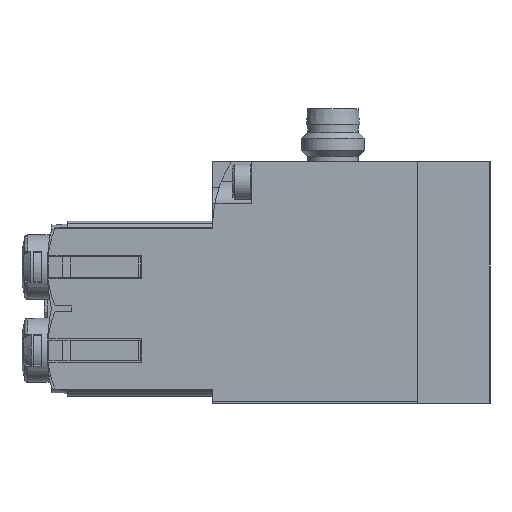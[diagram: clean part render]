
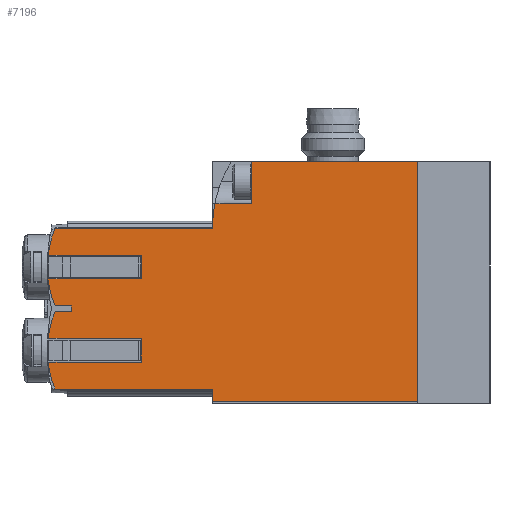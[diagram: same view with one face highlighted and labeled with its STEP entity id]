
A CAD part, left-side view. The second image highlights one B-rep face of the part: STEP entity #7196.
In plain terms, the highlighted planar face has unit normal (-1, 0, 0).
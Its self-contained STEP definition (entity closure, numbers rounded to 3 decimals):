
#184=LINE('',#11403,#754);
#196=LINE('',#11426,#766);
#197=LINE('',#11428,#767);
#198=LINE('',#11432,#768);
#199=LINE('',#11434,#769);
#200=LINE('',#11436,#770);
#201=LINE('',#11440,#771);
#202=LINE('',#11442,#772);
#203=LINE('',#11444,#773);
#204=LINE('',#11448,#774);
#205=LINE('',#11450,#775);
#206=LINE('',#11452,#776);
#207=LINE('',#11456,#777);
#208=LINE('',#11458,#778);
#209=LINE('',#11460,#779);
#210=LINE('',#11462,#780);
#211=LINE('',#11463,#781);
#754=VECTOR('',#8932,1000.);
#766=VECTOR('',#8948,1000.);
#767=VECTOR('',#8949,1000.);
#768=VECTOR('',#8952,1000.);
#769=VECTOR('',#8953,1000.);
#770=VECTOR('',#8954,1000.);
#771=VECTOR('',#8957,1000.);
#772=VECTOR('',#8958,1000.);
#773=VECTOR('',#8959,1000.);
#774=VECTOR('',#8962,1000.);
#775=VECTOR('',#8963,1000.);
#776=VECTOR('',#8964,1000.);
#777=VECTOR('',#8967,1000.);
#778=VECTOR('',#8968,1000.);
#779=VECTOR('',#8969,1000.);
#780=VECTOR('',#8970,1000.);
#781=VECTOR('',#8971,1000.);
#1291=PLANE('',#7827);
#2043=ORIENTED_EDGE('',*,*,#3814,.F.);
#2044=ORIENTED_EDGE('',*,*,#3793,.F.);
#2045=ORIENTED_EDGE('',*,*,#3815,.F.);
#2046=ORIENTED_EDGE('',*,*,#3816,.F.);
#2047=ORIENTED_EDGE('',*,*,#3817,.F.);
#2048=ORIENTED_EDGE('',*,*,#3818,.F.);
#2049=ORIENTED_EDGE('',*,*,#3819,.F.);
#2050=ORIENTED_EDGE('',*,*,#3820,.F.);
#2051=ORIENTED_EDGE('',*,*,#3821,.F.);
#2052=ORIENTED_EDGE('',*,*,#3822,.F.);
#2053=ORIENTED_EDGE('',*,*,#3823,.F.);
#2054=ORIENTED_EDGE('',*,*,#3824,.F.);
#2055=ORIENTED_EDGE('',*,*,#3825,.F.);
#2056=ORIENTED_EDGE('',*,*,#3826,.F.);
#2057=ORIENTED_EDGE('',*,*,#3827,.F.);
#2058=ORIENTED_EDGE('',*,*,#3828,.F.);
#2059=ORIENTED_EDGE('',*,*,#3829,.F.);
#2060=ORIENTED_EDGE('',*,*,#3830,.F.);
#2061=ORIENTED_EDGE('',*,*,#3831,.F.);
#2062=ORIENTED_EDGE('',*,*,#3832,.F.);
#2063=ORIENTED_EDGE('',*,*,#3802,.F.);
#2064=ORIENTED_EDGE('',*,*,#3833,.F.);
#3793=EDGE_CURVE('',#4750,#4751,#5398,.T.);
#3802=EDGE_CURVE('',#4758,#4759,#184,.T.);
#3814=EDGE_CURVE('',#4751,#4768,#196,.T.);
#3815=EDGE_CURVE('',#4769,#4750,#197,.T.);
#3816=EDGE_CURVE('',#4770,#4769,#5401,.T.);
#3817=EDGE_CURVE('',#4771,#4770,#198,.T.);
#3818=EDGE_CURVE('',#4772,#4771,#199,.T.);
#3819=EDGE_CURVE('',#4773,#4772,#200,.T.);
#3820=EDGE_CURVE('',#4774,#4773,#5402,.T.);
#3821=EDGE_CURVE('',#4775,#4774,#201,.T.);
#3822=EDGE_CURVE('',#4776,#4775,#202,.T.);
#3823=EDGE_CURVE('',#4777,#4776,#203,.T.);
#3824=EDGE_CURVE('',#4778,#4777,#5403,.T.);
#3825=EDGE_CURVE('',#4779,#4778,#204,.T.);
#3826=EDGE_CURVE('',#4780,#4779,#205,.T.);
#3827=EDGE_CURVE('',#4781,#4780,#206,.T.);
#3828=EDGE_CURVE('',#4782,#4781,#5404,.T.);
#3829=EDGE_CURVE('',#4783,#4782,#207,.T.);
#3830=EDGE_CURVE('',#4784,#4783,#208,.T.);
#3831=EDGE_CURVE('',#4785,#4784,#209,.T.);
#3832=EDGE_CURVE('',#4759,#4785,#210,.T.);
#3833=EDGE_CURVE('',#4768,#4758,#211,.T.);
#4750=VERTEX_POINT('',#11380);
#4751=VERTEX_POINT('',#11382);
#4758=VERTEX_POINT('',#11402);
#4759=VERTEX_POINT('',#11404);
#4768=VERTEX_POINT('',#11427);
#4769=VERTEX_POINT('',#11429);
#4770=VERTEX_POINT('',#11431);
#4771=VERTEX_POINT('',#11433);
#4772=VERTEX_POINT('',#11435);
#4773=VERTEX_POINT('',#11437);
#4774=VERTEX_POINT('',#11439);
#4775=VERTEX_POINT('',#11441);
#4776=VERTEX_POINT('',#11443);
#4777=VERTEX_POINT('',#11445);
#4778=VERTEX_POINT('',#11447);
#4779=VERTEX_POINT('',#11449);
#4780=VERTEX_POINT('',#11451);
#4781=VERTEX_POINT('',#11453);
#4782=VERTEX_POINT('',#11455);
#4783=VERTEX_POINT('',#11457);
#4784=VERTEX_POINT('',#11459);
#4785=VERTEX_POINT('',#11461);
#5398=CIRCLE('',#7822,16.);
#5401=CIRCLE('',#7828,12.5);
#5402=CIRCLE('',#7829,12.5);
#5403=CIRCLE('',#7830,12.5);
#5404=CIRCLE('',#7831,12.5);
#5839=EDGE_LOOP('',(#2043,#2044,#2045,#2046,#2047,#2048,#2049,#2050,#2051,
#2052,#2053,#2054,#2055,#2056,#2057,#2058,#2059,#2060,#2061,#2062,#2063,
#2064));
#6523=FACE_BOUND('',#5839,.T.);
#7196=ADVANCED_FACE('',(#6523),#1291,.F.);
#7822=AXIS2_PLACEMENT_3D('',#11381,#8919,#8920);
#7827=AXIS2_PLACEMENT_3D('',#11425,#8946,#8947);
#7828=AXIS2_PLACEMENT_3D('',#11430,#8950,#8951);
#7829=AXIS2_PLACEMENT_3D('',#11438,#8955,#8956);
#7830=AXIS2_PLACEMENT_3D('',#11446,#8960,#8961);
#7831=AXIS2_PLACEMENT_3D('',#11454,#8965,#8966);
#8919=DIRECTION('',(1.,0.,0.));
#8920=DIRECTION('',(0.,0.,-1.));
#8932=DIRECTION('',(0.,-1.,0.));
#8946=DIRECTION('',(1.,0.,0.));
#8947=DIRECTION('',(0.,0.,-1.));
#8948=DIRECTION('',(0.,-1.,0.));
#8949=DIRECTION('',(0.,-1.,0.));
#8950=DIRECTION('',(1.,0.,0.));
#8951=DIRECTION('',(0.,0.,-1.));
#8952=DIRECTION('',(0.,1.,0.));
#8953=DIRECTION('',(0.,0.,1.));
#8954=DIRECTION('',(0.,-1.,0.));
#8955=DIRECTION('',(1.,0.,0.));
#8956=DIRECTION('',(0.,0.,-1.));
#8957=DIRECTION('',(0.,1.,0.));
#8958=DIRECTION('',(0.,0.,1.));
#8959=DIRECTION('',(0.,-1.,0.));
#8960=DIRECTION('',(1.,0.,0.));
#8961=DIRECTION('',(0.,0.,-1.));
#8962=DIRECTION('',(0.,1.,0.));
#8963=DIRECTION('',(0.,0.,1.));
#8964=DIRECTION('',(0.,-1.,0.));
#8965=DIRECTION('',(1.,0.,0.));
#8966=DIRECTION('',(0.,0.,-1.));
#8967=DIRECTION('',(0.,1.,0.));
#8968=DIRECTION('',(0.,0.,1.));
#8969=DIRECTION('',(0.,1.,0.));
#8970=DIRECTION('',(0.,0.,-1.));
#8971=DIRECTION('',(0.,0.,1.));
#11380=CARTESIAN_POINT('',(0.,25.9,6.7));
#11381=CARTESIAN_POINT('',(0.,9.9,6.704));
#11382=CARTESIAN_POINT('',(0.,25.598,9.8));
#11402=CARTESIAN_POINT('',(0.,21.,15.1));
#11403=CARTESIAN_POINT('',(0.,23.52,15.1));
#11404=CARTESIAN_POINT('',(0.,0.,15.1));
#11425=CARTESIAN_POINT('',(0.,9.9,6.704));
#11426=CARTESIAN_POINT('',(0.,9.9,9.8));
#11427=CARTESIAN_POINT('',(0.,21.,9.8));
#11428=CARTESIAN_POINT('',(0.,45.75,6.7));
#11429=CARTESIAN_POINT('',(0.,45.75,6.7));
#11430=CARTESIAN_POINT('',(0.,34.25,1.8));
#11431=CARTESIAN_POINT('',(0.,46.66,3.3));
#11432=CARTESIAN_POINT('',(0.,34.9,3.3));
#11433=CARTESIAN_POINT('',(0.,34.9,3.3));
#11434=CARTESIAN_POINT('',(0.,34.9,0.3));
#11435=CARTESIAN_POINT('',(0.,34.9,0.3));
#11436=CARTESIAN_POINT('',(0.,46.66,0.3));
#11437=CARTESIAN_POINT('',(0.,46.66,0.3));
#11438=CARTESIAN_POINT('',(0.,34.25,1.8));
#11439=CARTESIAN_POINT('',(0.,45.75,-3.1));
#11440=CARTESIAN_POINT('',(0.,43.72,-3.1));
#11441=CARTESIAN_POINT('',(0.,43.72,-3.1));
#11442=CARTESIAN_POINT('',(0.,43.72,-3.8));
#11443=CARTESIAN_POINT('',(0.,43.72,-3.8));
#11444=CARTESIAN_POINT('',(0.,45.75,-3.8));
#11445=CARTESIAN_POINT('',(0.,45.75,-3.8));
#11446=CARTESIAN_POINT('',(0.,34.25,-8.7));
#11447=CARTESIAN_POINT('',(0.,46.66,-7.2));
#11448=CARTESIAN_POINT('',(0.,34.9,-7.2));
#11449=CARTESIAN_POINT('',(0.,34.9,-7.2));
#11450=CARTESIAN_POINT('',(0.,34.9,-10.2));
#11451=CARTESIAN_POINT('',(0.,34.9,-10.2));
#11452=CARTESIAN_POINT('',(0.,46.66,-10.2));
#11453=CARTESIAN_POINT('',(0.,46.66,-10.2));
#11454=CARTESIAN_POINT('',(0.,34.25,-8.7));
#11455=CARTESIAN_POINT('',(0.,45.75,-13.6));
#11456=CARTESIAN_POINT('',(0.,25.9,-13.6));
#11457=CARTESIAN_POINT('',(0.,25.9,-13.6));
#11458=CARTESIAN_POINT('',(0.,25.9,-15.1));
#11459=CARTESIAN_POINT('',(0.,25.9,-15.1));
#11460=CARTESIAN_POINT('',(0.,0.,-15.1));
#11461=CARTESIAN_POINT('',(0.,0.,-15.1));
#11462=CARTESIAN_POINT('',(0.,0.,15.1));
#11463=CARTESIAN_POINT('',(0.,21.,6.704));
